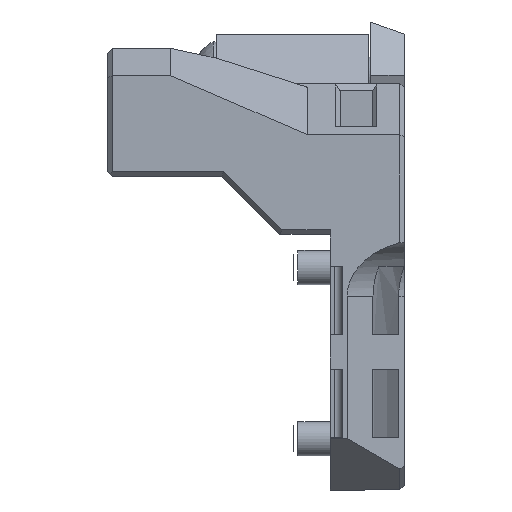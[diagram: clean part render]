
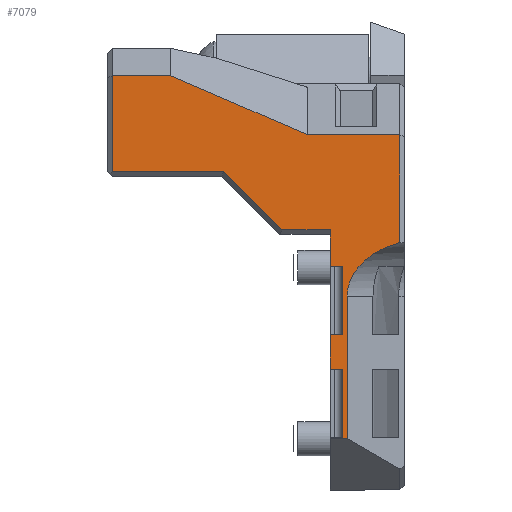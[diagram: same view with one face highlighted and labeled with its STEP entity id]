
A CAD part, left-side view. The second image highlights one B-rep face of the part: STEP entity #7079.
In plain terms, the highlighted planar face has unit normal (-1, 0, 0).
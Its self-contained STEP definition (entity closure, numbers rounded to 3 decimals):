
#457=ELLIPSE('',#7569,7.071,5.);
#585=PLANE('',#7568);
#817=FACE_OUTER_BOUND('',#1237,.T.);
#1237=EDGE_LOOP('',(#4936,#4937,#4938,#4939,#4940,#4941,#4942,#4943,#4944,
#4945,#4946,#4947,#4948,#4949,#4950,#4951,#4952,#4953,#4954,#4955));
#1689=LINE('',#9919,#2263);
#1730=LINE('',#10003,#2304);
#1732=LINE('',#10007,#2306);
#1733=LINE('',#10009,#2307);
#1734=LINE('',#10011,#2308);
#1735=LINE('',#10013,#2309);
#1736=LINE('',#10015,#2310);
#1737=LINE('',#10017,#2311);
#1738=LINE('',#10019,#2312);
#1739=LINE('',#10021,#2313);
#1740=LINE('',#10023,#2314);
#1741=LINE('',#10025,#2315);
#1742=LINE('',#10027,#2316);
#1743=LINE('',#10029,#2317);
#1744=LINE('',#10031,#2318);
#1745=LINE('',#10033,#2319);
#1746=LINE('',#10035,#2320);
#1747=LINE('',#10039,#2321);
#1748=LINE('',#10040,#2322);
#2263=VECTOR('',#8175,10.);
#2304=VECTOR('',#8240,10.);
#2306=VECTOR('',#8244,10.);
#2307=VECTOR('',#8245,10.);
#2308=VECTOR('',#8246,10.);
#2309=VECTOR('',#8247,10.);
#2310=VECTOR('',#8248,10.);
#2311=VECTOR('',#8249,10.);
#2312=VECTOR('',#8250,10.);
#2313=VECTOR('',#8251,10.);
#2314=VECTOR('',#8252,10.);
#2315=VECTOR('',#8253,10.);
#2316=VECTOR('',#8254,10.);
#2317=VECTOR('',#8255,10.);
#2318=VECTOR('',#8256,10.);
#2319=VECTOR('',#8257,10.);
#2320=VECTOR('',#8258,10.);
#2321=VECTOR('',#8261,10.);
#2322=VECTOR('',#8262,10.);
#3054=VERTEX_POINT('',#9916);
#3055=VERTEX_POINT('',#9918);
#3086=VERTEX_POINT('',#10002);
#3087=VERTEX_POINT('',#10006);
#3088=VERTEX_POINT('',#10008);
#3089=VERTEX_POINT('',#10010);
#3090=VERTEX_POINT('',#10012);
#3091=VERTEX_POINT('',#10014);
#3092=VERTEX_POINT('',#10016);
#3093=VERTEX_POINT('',#10018);
#3094=VERTEX_POINT('',#10020);
#3095=VERTEX_POINT('',#10022);
#3096=VERTEX_POINT('',#10024);
#3097=VERTEX_POINT('',#10026);
#3098=VERTEX_POINT('',#10028);
#3099=VERTEX_POINT('',#10030);
#3100=VERTEX_POINT('',#10032);
#3101=VERTEX_POINT('',#10034);
#3102=VERTEX_POINT('',#10036);
#3103=VERTEX_POINT('',#10038);
#3760=EDGE_CURVE('',#3054,#3055,#1689,.T.);
#3802=EDGE_CURVE('',#3055,#3086,#1730,.T.);
#3804=EDGE_CURVE('',#3086,#3087,#1732,.T.);
#3805=EDGE_CURVE('',#3088,#3054,#1733,.T.);
#3806=EDGE_CURVE('',#3089,#3088,#1734,.T.);
#3807=EDGE_CURVE('',#3090,#3089,#1735,.T.);
#3808=EDGE_CURVE('',#3091,#3090,#1736,.T.);
#3809=EDGE_CURVE('',#3091,#3092,#1737,.T.);
#3810=EDGE_CURVE('',#3092,#3093,#1738,.T.);
#3811=EDGE_CURVE('',#3093,#3094,#1739,.T.);
#3812=EDGE_CURVE('',#3095,#3094,#1740,.T.);
#3813=EDGE_CURVE('',#3095,#3096,#1741,.T.);
#3814=EDGE_CURVE('',#3096,#3097,#1742,.T.);
#3815=EDGE_CURVE('',#3097,#3098,#1743,.T.);
#3816=EDGE_CURVE('',#3099,#3098,#1744,.T.);
#3817=EDGE_CURVE('',#3100,#3099,#1745,.T.);
#3818=EDGE_CURVE('',#3100,#3101,#1746,.T.);
#3819=EDGE_CURVE('',#3102,#3101,#457,.T.);
#3820=EDGE_CURVE('',#3103,#3102,#1747,.T.);
#3821=EDGE_CURVE('',#3103,#3087,#1748,.T.);
#4936=ORIENTED_EDGE('',*,*,#3804,.F.);
#4937=ORIENTED_EDGE('',*,*,#3802,.F.);
#4938=ORIENTED_EDGE('',*,*,#3760,.F.);
#4939=ORIENTED_EDGE('',*,*,#3805,.F.);
#4940=ORIENTED_EDGE('',*,*,#3806,.F.);
#4941=ORIENTED_EDGE('',*,*,#3807,.F.);
#4942=ORIENTED_EDGE('',*,*,#3808,.F.);
#4943=ORIENTED_EDGE('',*,*,#3809,.T.);
#4944=ORIENTED_EDGE('',*,*,#3810,.T.);
#4945=ORIENTED_EDGE('',*,*,#3811,.T.);
#4946=ORIENTED_EDGE('',*,*,#3812,.F.);
#4947=ORIENTED_EDGE('',*,*,#3813,.T.);
#4948=ORIENTED_EDGE('',*,*,#3814,.T.);
#4949=ORIENTED_EDGE('',*,*,#3815,.T.);
#4950=ORIENTED_EDGE('',*,*,#3816,.F.);
#4951=ORIENTED_EDGE('',*,*,#3817,.F.);
#4952=ORIENTED_EDGE('',*,*,#3818,.T.);
#4953=ORIENTED_EDGE('',*,*,#3819,.F.);
#4954=ORIENTED_EDGE('',*,*,#3820,.F.);
#4955=ORIENTED_EDGE('',*,*,#3821,.T.);
#7079=ADVANCED_FACE('',(#817),#585,.F.);
#7568=AXIS2_PLACEMENT_3D('',#10005,#8242,#8243);
#7569=AXIS2_PLACEMENT_3D('',#10037,#8259,#8260);
#8175=DIRECTION('',(0.,-1.,0.));
#8240=DIRECTION('',(0.,0.,-1.));
#8242=DIRECTION('center_axis',(1.,0.,0.));
#8243=DIRECTION('ref_axis',(0.,0.,-1.));
#8244=DIRECTION('',(0.,0.396,-0.918));
#8245=DIRECTION('',(0.,0.,1.));
#8246=DIRECTION('',(0.,-0.707,0.707));
#8247=DIRECTION('',(0.,0.,1.));
#8248=DIRECTION('',(0.,-1.,0.));
#8249=DIRECTION('',(0.,0.,-1.));
#8250=DIRECTION('',(0.,1.,0.));
#8251=DIRECTION('',(0.,0.,1.));
#8252=DIRECTION('',(0.,-1.,0.));
#8253=DIRECTION('',(0.,0.,-1.));
#8254=DIRECTION('',(0.,1.,0.));
#8255=DIRECTION('',(0.,0.,1.));
#8256=DIRECTION('',(0.,-1.,0.));
#8257=DIRECTION('',(0.,0.,1.));
#8258=DIRECTION('',(0.,-1.,0.));
#8259=DIRECTION('center_axis',(-1.,0.,0.));
#8260=DIRECTION('ref_axis',(0.,0.,
1.));
#8261=DIRECTION('',(0.,1.,0.));
#8262=DIRECTION('',(0.,0.,1.));
#9916=CARTESIAN_POINT('',(-17.,-15.9,25.6));
#9918=CARTESIAN_POINT('',(-17.,-24.321,25.6));
#9919=CARTESIAN_POINT('',(-17.,-19.163,25.6));
#10002=CARTESIAN_POINT('',(-17.,-24.321,20.5));
#10003=CARTESIAN_POINT('',(-17.,-24.321,26.));
#10005=CARTESIAN_POINT('Origin',(-17.,-19.15,6.5));
#10006=CARTESIAN_POINT('',(-17.,-19.15,8.5));
#10007=CARTESIAN_POINT('',(-17.,-20.291,11.146));
#10008=CARTESIAN_POINT('',(-17.,-15.9,15.834));
#10009=CARTESIAN_POINT('',(-17.,-15.9,16.25));
#10010=CARTESIAN_POINT('',(-17.,-10.8,10.734));
#10011=CARTESIAN_POINT('',(-17.,-13.045,12.98));
#10012=CARTESIAN_POINT('',(-17.,-10.8,6.5));
#10013=CARTESIAN_POINT('',(-17.,-10.8,6.5));
#10014=CARTESIAN_POINT('',(-17.,-7.6,6.5));
#10015=CARTESIAN_POINT('',(-17.,-13.563,6.5));
#10016=CARTESIAN_POINT('',(-17.,-7.6,5.425));
#10017=CARTESIAN_POINT('',(-17.,-7.6,6.5));
#10018=CARTESIAN_POINT('',(-17.,-1.6,5.425));
#10019=CARTESIAN_POINT('',(-17.,-1.6,5.425));
#10020=CARTESIAN_POINT('',(-17.,-1.6,6.5));
#10021=CARTESIAN_POINT('',(-17.,-1.6,6.5));
#10022=CARTESIAN_POINT('',(-17.,1.4,6.5));
#10023=CARTESIAN_POINT('',(-17.,-13.563,6.5));
#10024=CARTESIAN_POINT('',(-17.,1.4,5.425));
#10025=CARTESIAN_POINT('',(-17.,1.4,6.5));
#10026=CARTESIAN_POINT('',(-17.,7.4,5.425));
#10027=CARTESIAN_POINT('',(-17.,7.4,5.425));
#10028=CARTESIAN_POINT('',(-17.,7.4,6.5));
#10029=CARTESIAN_POINT('',(-17.,7.4,6.5));
#10030=CARTESIAN_POINT('',(-17.,7.5,6.5));
#10031=CARTESIAN_POINT('',(-17.,-13.563,6.5));
#10032=CARTESIAN_POINT('',(-17.,7.5,5.));
#10033=CARTESIAN_POINT('',(-17.,7.5,0.));
#10034=CARTESIAN_POINT('',(-17.,-5.,5.));
#10035=CARTESIAN_POINT('',(-17.,3.847,5.));
#10036=CARTESIAN_POINT('',(-17.,-9.685,0.4));
#10037=CARTESIAN_POINT('Origin',(-17.,-5.,-2.071));
#10038=CARTESIAN_POINT('',(-17.,-19.15,0.4));
#10039=CARTESIAN_POINT('',(-17.,-13.563,0.4));
#10040=CARTESIAN_POINT('',(-17.,-19.15,0.));
